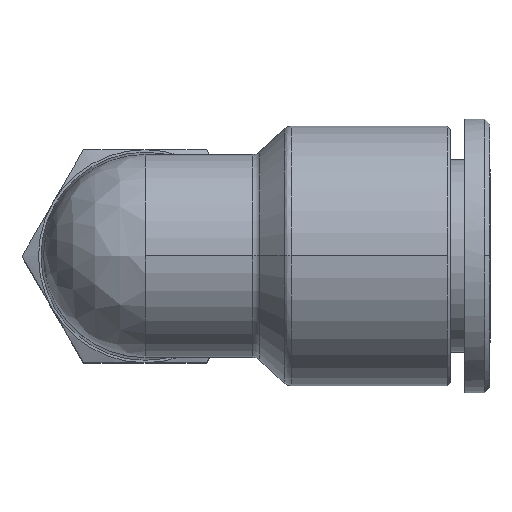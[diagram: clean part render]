
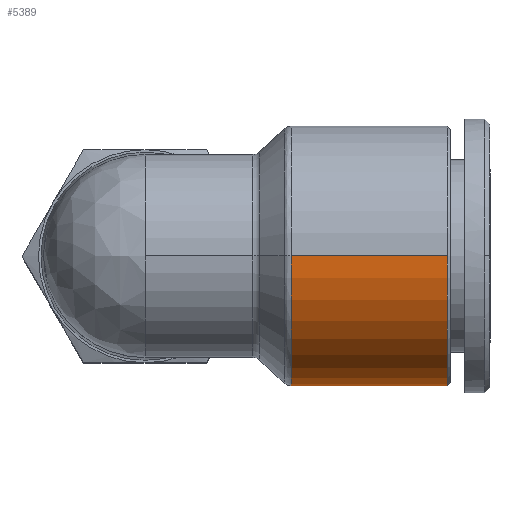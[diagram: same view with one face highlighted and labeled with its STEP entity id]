
A CAD part, top view. The second image highlights one B-rep face of the part: STEP entity #5389.
In plain terms, the highlighted cylindrical face has radius 12.8 mm (diameter 25.6 mm), a partial arc.
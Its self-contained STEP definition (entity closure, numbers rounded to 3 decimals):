
#57 = LINE ( 'NONE', #5762, #7929 ) ;
#454 = CARTESIAN_POINT ( 'NONE',  ( -29.3, 12.8, 0. ) ) ;
#578 = EDGE_LOOP ( 'NONE', ( #3566, #7982, #7351, #9443, #9741 ) ) ;
#761 = DIRECTION ( 'NONE',  ( 1., 0., 0. ) ) ;
#768 = VERTEX_POINT ( 'NONE', #1563 ) ;
#947 = CIRCLE ( 'NONE', #1685, 12.8 ) ;
#1126 = CARTESIAN_POINT ( 'NONE',  ( -20.5, 0., 0. ) ) ;
#1563 = CARTESIAN_POINT ( 'NONE',  ( -13.894, 0., -12.8 ) ) ;
#1685 = AXIS2_PLACEMENT_3D ( 'NONE', #9201, #10024, #7575 ) ;
#1817 = DIRECTION ( 'NONE',  ( 1., 0., 0. ) ) ;
#1949 = CARTESIAN_POINT ( 'NONE',  ( -29.3, 0., 0. ) ) ;
#2681 = DIRECTION ( 'NONE',  ( 0., 0., -1. ) ) ;
#2695 = CARTESIAN_POINT ( 'NONE',  ( -29.3, 0., 12.8 ) ) ;
#2784 = DIRECTION ( 'NONE',  ( 0., 0., -1. ) ) ;
#3314 = CIRCLE ( 'NONE', #7071, 12.8 ) ;
#3519 = CARTESIAN_POINT ( 'NONE',  ( -29.3, 0., -12.8 ) ) ;
#3566 = ORIENTED_EDGE ( 'NONE', *, *, #7147, .T. ) ;
#3631 = CARTESIAN_POINT ( 'NONE',  ( -13.894, 0., 12.8 ) ) ;
#3990 = CARTESIAN_POINT ( 'NONE',  ( -20.5, 0., -12.8 ) ) ;
#4495 = VERTEX_POINT ( 'NONE', #3519 ) ;
#4948 = DIRECTION ( 'NONE',  ( 1., 0., 0. ) ) ;
#5138 = DIRECTION ( 'NONE',  ( 1., 0., 0. ) ) ;
#5389 = ADVANCED_FACE ( 'NONE', ( #6085 ), #7978, .T. ) ;
#5487 = VERTEX_POINT ( 'NONE', #3631 ) ;
#5762 = CARTESIAN_POINT ( 'NONE',  ( -20.5, 0., 12.8 ) ) ;
#6085 = FACE_OUTER_BOUND ( 'NONE', #578, .T. ) ;
#6265 = AXIS2_PLACEMENT_3D ( 'NONE', #9804, #4948, #2681 ) ;
#6541 = EDGE_CURVE ( 'NONE', #4495, #768, #7687, .T. ) ;
#7071 = AXIS2_PLACEMENT_3D ( 'NONE', #1949, #8488, #10063 ) ;
#7147 = EDGE_CURVE ( 'NONE', #7237, #10095, #947, .T. ) ;
#7237 = VERTEX_POINT ( 'NONE', #454 ) ;
#7302 = VECTOR ( 'NONE', #761, 1000. ) ;
#7351 = ORIENTED_EDGE ( 'NONE', *, *, #9528, .F. ) ;
#7413 = EDGE_CURVE ( 'NONE', #10095, #5487, #57, .T. ) ;
#7504 = CIRCLE ( 'NONE', #6265, 12.8 ) ;
#7575 = DIRECTION ( 'NONE',  ( 0., 0., -1. ) ) ;
#7687 = LINE ( 'NONE', #3990, #7302 ) ;
#7929 = VECTOR ( 'NONE', #1817, 1000. ) ;
#7978 = CYLINDRICAL_SURFACE ( 'NONE', #8038, 12.8 ) ;
#7982 = ORIENTED_EDGE ( 'NONE', *, *, #7413, .T. ) ;
#8038 = AXIS2_PLACEMENT_3D ( 'NONE', #1126, #5138, #2784 ) ;
#8488 = DIRECTION ( 'NONE',  ( 1., 0., 0. ) ) ;
#9201 = CARTESIAN_POINT ( 'NONE',  ( -29.3, 0., 0. ) ) ;
#9443 = ORIENTED_EDGE ( 'NONE', *, *, #6541, .F. ) ;
#9528 = EDGE_CURVE ( 'NONE', #768, #5487, #7504, .T. ) ;
#9741 = ORIENTED_EDGE ( 'NONE', *, *, #10215, .T. ) ;
#9804 = CARTESIAN_POINT ( 'NONE',  ( -13.894, 0., 0. ) ) ;
#10024 = DIRECTION ( 'NONE',  ( 1., 0., 0. ) ) ;
#10063 = DIRECTION ( 'NONE',  ( 0., 0., -1. ) ) ;
#10095 = VERTEX_POINT ( 'NONE', #2695 ) ;
#10215 = EDGE_CURVE ( 'NONE', #4495, #7237, #3314, .T. ) ;
